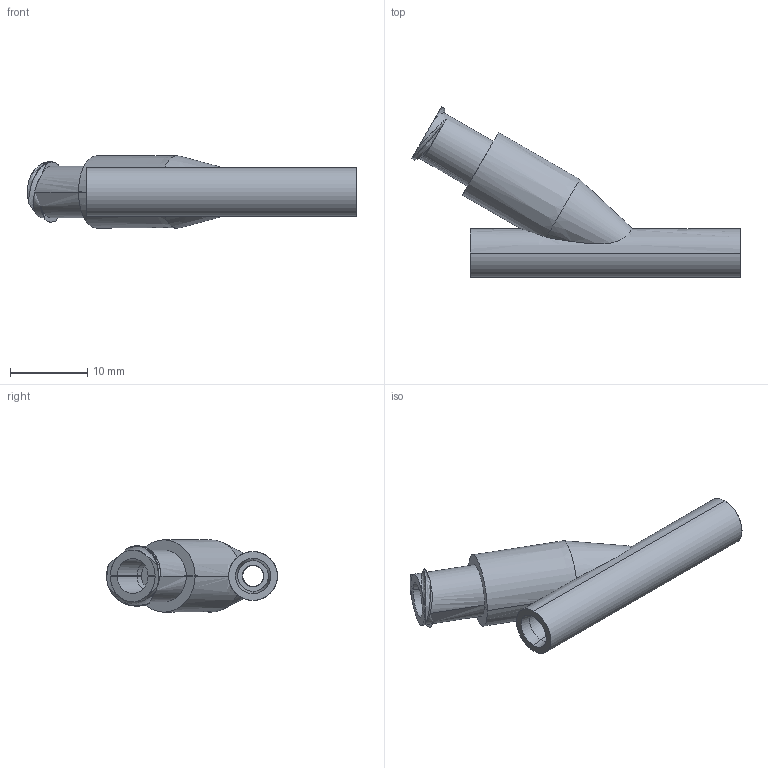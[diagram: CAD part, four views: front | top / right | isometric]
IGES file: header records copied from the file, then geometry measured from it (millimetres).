
Start section: SolidWorks IGES file using analytic representation for surfaces
Global section: file name: WG14049.IGS; native system: SolidWorks 2014; preprocessor: SolidWorks 2014; author: TTsang; date: 140324.111700; units: millimetre
Bounding box: 42.48 x 22.07 x 9.34 mm (x, y, z)
Surface area: 2499.2 mm2 (no closed solid volume)
Topology: 0 solids, 0 shells, 83 faces, 957 edges, 957 vertices
Faces by surface type: revolution 59, bspline 24
